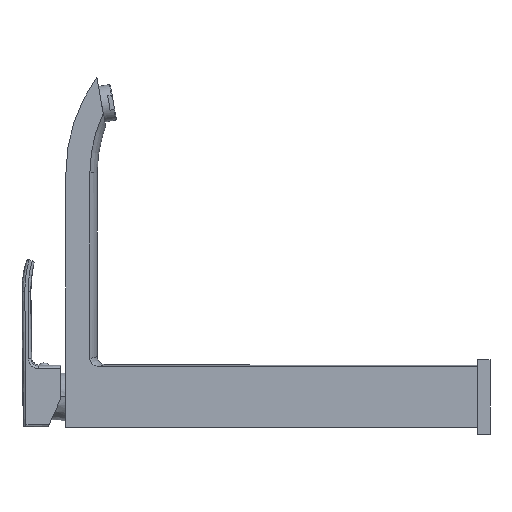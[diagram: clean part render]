
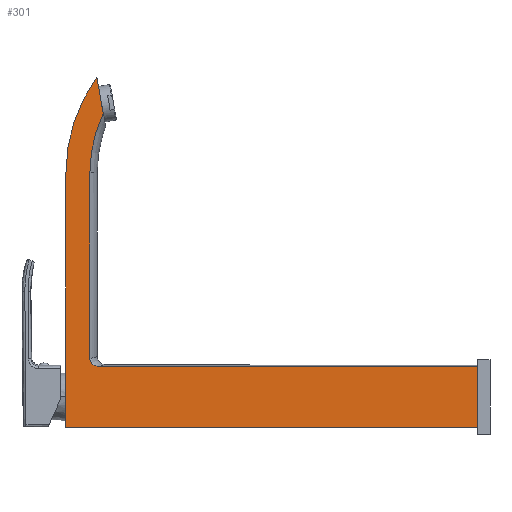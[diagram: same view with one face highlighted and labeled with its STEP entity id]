
A CAD part, left-side view. The second image highlights one B-rep face of the part: STEP entity #301.
In plain terms, the highlighted planar face has unit normal (-1, 0, 0).
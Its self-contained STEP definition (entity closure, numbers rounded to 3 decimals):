
#26=DIRECTION('',(0.,-0.174,-0.985));
#27=VECTOR('',#26,24.142);
#28=CARTESIAN_POINT('',(-17.75,253.211,212.195));
#29=LINE('',#28,#27);
#30=DIRECTION('',(0.,0.,-1.));
#31=VECTOR('',#30,40.551);
#32=CARTESIAN_POINT('',(-17.75,0.,20.301));
#33=LINE('',#32,#31);
#34=DIRECTION('',(0.,0.,1.));
#35=VECTOR('',#34,169.25);
#36=CARTESIAN_POINT('',(-17.75,273.8,-20.25));
#37=LINE('',#36,#35);
#38=CARTESIAN_POINT('',(-17.75,165.8,149.));
#39=DIRECTION('',(1.,0.,0.));
#40=DIRECTION('',(0.,1.,0.));
#41=AXIS2_PLACEMENT_3D('',#38,#39,#40);
#43=DIRECTION('',(0.,-0.819,-0.574));
#44=VECTOR('',#43,0.138);
#45=CARTESIAN_POINT('',(-17.75,253.324,212.274));
#46=LINE('',#45,#44);
#93=DIRECTION('',(0.,-1.,0.));
#94=VECTOR('',#93,273.8);
#95=CARTESIAN_POINT('',(-17.75,273.8,-20.25));
#96=LINE('',#95,#94);
#128=DIRECTION('',(0.,1.,0.));
#129=VECTOR('',#128,251.925);
#130=CARTESIAN_POINT('',(-17.75,0.,20.301));
#131=LINE('',#130,#129);
#132=CARTESIAN_POINT('',(-17.75,251.925,20.301));
#133=CARTESIAN_POINT('',(-17.75,252.335,20.301));
#134=CARTESIAN_POINT('',(-17.75,253.124,20.373));
#135=CARTESIAN_POINT('',(-17.75,254.223,20.665));
#136=CARTESIAN_POINT('',(-17.75,255.222,21.124));
#137=CARTESIAN_POINT('',(-17.75,256.109,21.741));
#138=CARTESIAN_POINT('',(-17.75,256.861,22.511));
#139=CARTESIAN_POINT('',(-17.75,257.439,23.423));
#140=CARTESIAN_POINT('',(-17.75,257.802,24.444));
#141=CARTESIAN_POINT('',(-17.75,257.883,25.152));
#142=CARTESIAN_POINT('',(-17.75,257.883,25.517));
#153=DIRECTION('',(0.,0.,1.));
#154=VECTOR('',#153,123.483);
#155=CARTESIAN_POINT('',(-17.75,257.883,25.517));
#156=LINE('',#155,#154);
#188=CARTESIAN_POINT('',(-17.75,165.8,149.));
#189=DIRECTION('',(1.,0.,0.));
#190=DIRECTION('',(0.,1.,0.));
#191=AXIS2_PLACEMENT_3D('',#188,#189,#190);
#210=CARTESIAN_POINT('',(-17.75,0.,-20.25));
#211=CARTESIAN_POINT('',(-17.75,0.,20.301));
#212=VERTEX_POINT('',#210);
#213=VERTEX_POINT('',#211);
#218=CARTESIAN_POINT('',(-17.75,251.925,20.301));
#219=VERTEX_POINT('',#218);
#222=CARTESIAN_POINT('',(-17.75,257.883,25.517));
#223=CARTESIAN_POINT('',(-17.75,257.883,149.));
#224=VERTEX_POINT('',#222);
#225=VERTEX_POINT('',#223);
#230=CARTESIAN_POINT('',(-17.75,273.8,149.));
#231=CARTESIAN_POINT('',(-17.75,253.324,212.274));
#232=VERTEX_POINT('',#230);
#233=VERTEX_POINT('',#231);
#234=CARTESIAN_POINT('',(-17.75,273.8,-20.25));
#235=VERTEX_POINT('',#234);
#242=CARTESIAN_POINT('',(-17.75,253.211,212.195));
#243=CARTESIAN_POINT('',(-17.75,249.019,188.42));
#244=VERTEX_POINT('',#242);
#245=VERTEX_POINT('',#243);
#275=CARTESIAN_POINT('',(-17.75,0.,-20.75));
#276=DIRECTION('',(-1.,0.,0.));
#277=DIRECTION('',(0.,0.,1.));
#278=AXIS2_PLACEMENT_3D('',#275,#276,#277);
#279=PLANE('',#278);
#281=ORIENTED_EDGE('',*,*,#280,.T.);
#283=ORIENTED_EDGE('',*,*,#282,.F.);
#285=ORIENTED_EDGE('',*,*,#284,.F.);
#287=ORIENTED_EDGE('',*,*,#286,.F.);
#289=ORIENTED_EDGE('',*,*,#288,.F.);
#291=ORIENTED_EDGE('',*,*,#290,.T.);
#293=ORIENTED_EDGE('',*,*,#292,.F.);
#295=ORIENTED_EDGE('',*,*,#294,.T.);
#296=ORIENTED_EDGE('',*,*,#257,.T.);
#298=ORIENTED_EDGE('',*,*,#297,.T.);
#299=EDGE_LOOP('',(#281,#283,#285,#287,#289,#291,#293,#295,#296,#298));
#300=FACE_OUTER_BOUND('',#299,.F.);
#301=ADVANCED_FACE('',(#300),#279,.T.);
#42=CIRCLE('',#41,108.);
#143=B_SPLINE_CURVE_WITH_KNOTS('',3,(#132,#133,#134,#135,#136,#137,#138,#139,
#140,#141,#142),.UNSPECIFIED.,.F.,.F.,(4,1,1,1,1,1,1,1,4),(0.,0.125,0.25,
0.375,0.5,0.625,0.75,0.875,1.),.UNSPECIFIED.);
#192=CIRCLE('',#191,92.083);
#257=EDGE_CURVE('',#232,#233,#42,.T.);
#280=EDGE_CURVE('',#244,#245,#29,.T.);
#282=EDGE_CURVE('',#225,#245,#192,.T.);
#284=EDGE_CURVE('',#224,#225,#156,.T.);
#286=EDGE_CURVE('',#219,#224,#143,.T.);
#288=EDGE_CURVE('',#213,#219,#131,.T.);
#290=EDGE_CURVE('',#213,#212,#33,.T.);
#292=EDGE_CURVE('',#235,#212,#96,.T.);
#294=EDGE_CURVE('',#235,#232,#37,.T.);
#297=EDGE_CURVE('',#233,#244,#46,.T.);
